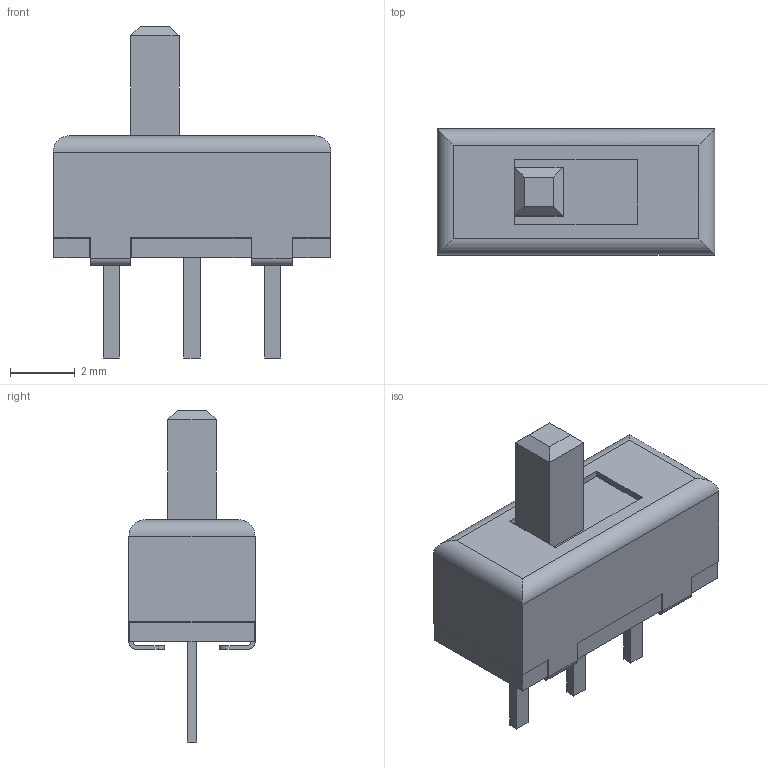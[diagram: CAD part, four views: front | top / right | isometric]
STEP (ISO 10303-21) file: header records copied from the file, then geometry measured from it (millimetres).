
FILE_DESCRIPTION(('FreeCAD Model'),'2;1');
FILE_NAME('Interuptor conmutador PCB.step','2020-04-28T19:22:41',('Author'),(''), 'Open CASCADE STEP processor 7.3','FreeCAD','Unknown');
FILE_SCHEMA(('AUTOMOTIVE_DESIGN { 1 0 10303 214 1 1 1 1 }'));
Length unit declared in the file: millimetre
Products named in the file (4): cuerpo; pines; Interuptor; Fibra
Bounding box: 8.6 x 3.9 x 10.28 mm (x, y, z)
Volume: 135.1 mm3; surface area: 310.5 mm2
Topology: 6 solids, 6 shells, 113 faces, 292 edges, 192 vertices
Faces by surface type: plane 89, cylinder 24
Entity records: 7652 total; most frequent: CARTESIAN_POINT 1492, DIRECTION 994, LINE 658, VECTOR 658, ORIENTED_EDGE 584, PCURVE 584, DEFINITIONAL_REPRESENTATION 584, EDGE_CURVE 292
